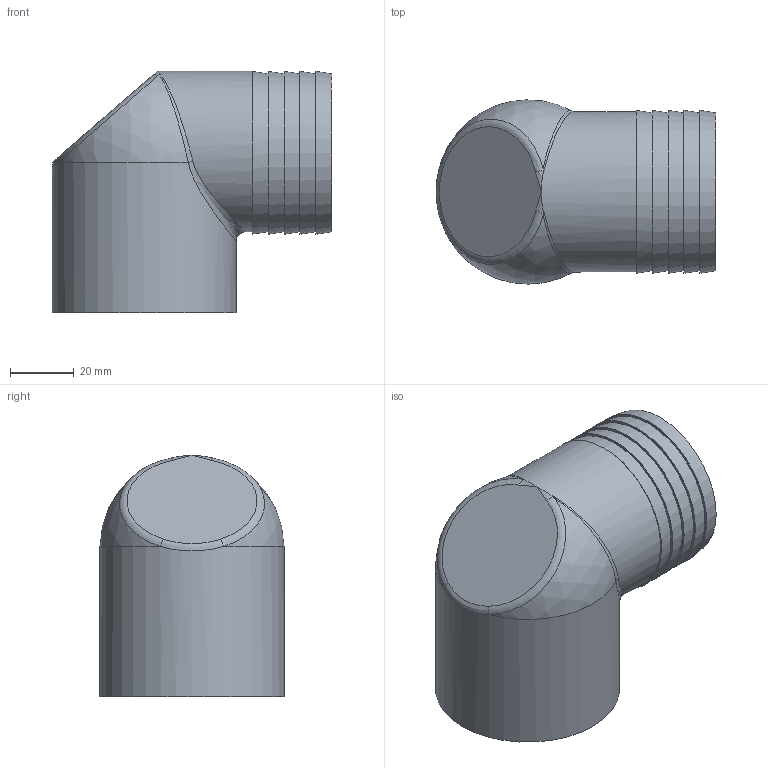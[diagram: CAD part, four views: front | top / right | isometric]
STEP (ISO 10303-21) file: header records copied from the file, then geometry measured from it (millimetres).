
FILE_DESCRIPTION(/* description */ ('Unknown'),/* implementation_level */ '2;1');
FILE_NAME(/* name */ 'R-222-SL-DN40',/* time_stamp */ '2024-07-23T16:25:33+08:00',/* author */ ('Unknown'),/* organization */ ('Unknown'),/* preprocessor_version */ 'ST-DEVELOPER v16.7',/* originating_system */ 'DEX',/* authorisation */ $);
FILE_SCHEMA (('AUTOMOTIVE_DESIGN {1 0 10303 214 3 1 1}'));
Length unit declared in the file: millimetre
Products named in the file (1): R-222-SL-DN40
Bounding box: 87.6 x 57.6 x 75.5 mm (x, y, z)
Volume: 114554.8 mm3; surface area: 32539.1 mm2
Topology: 1 solids, 1 shells, 30 faces, 61 edges, 36 vertices
Faces by surface type: bspline 9, plane 9, cone 5, cylinder 3, sphere 2, torus 2
Full cylindrical faces by diameter (mm): 47.8 x1, 50.2 x1, 57.6 x1
Entity records: 2500 total; most frequent: CARTESIAN_POINT 1937, DIRECTION 106, ORIENTED_EDGE 96, AXIS2_PLACEMENT_3D 53, EDGE_CURVE 48, EDGE_LOOP 46, FACE_BOUND 46, VERTEX_POINT 34
